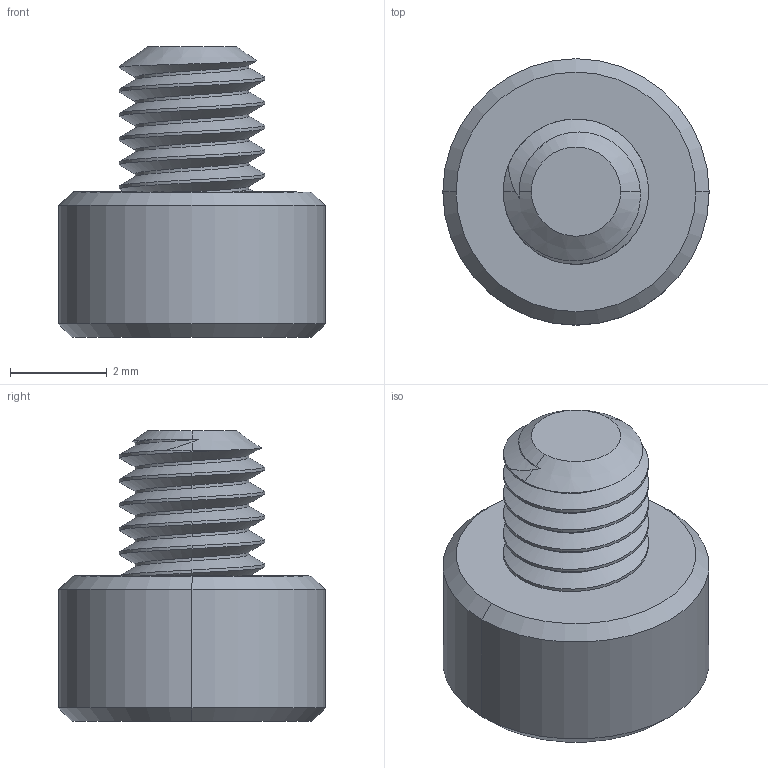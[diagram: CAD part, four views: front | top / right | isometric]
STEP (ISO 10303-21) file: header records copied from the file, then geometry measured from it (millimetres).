
FILE_DESCRIPTION (( 'STEP AP203' ), '1' );
FILE_NAME ('M3 x 0.5mm Thread 3mm LONG SOCKET HEAD CAP SCREW.STEP', '2017-05-07T01:30:18', ( '' ), ( '' ), 'SwSTEP 2.0', 'SolidWorks 2014', '' );
FILE_SCHEMA (( 'CONFIG_CONTROL_DESIGN' ));
Length unit declared in the file: millimetre
Products named in the file (1): M3 x 0.5mm Thread 3mm LONG SOCKET HEAD CAP SCREW
Bounding box: 5.5 x 5.5 x 6 mm (x, y, z)
Volume: 76.3 mm3; surface area: 149.7 mm2
Topology: 1 solids, 1 shells, 53 faces, 129 edges, 80 vertices
Faces by surface type: cylinder 27, cone 14, plane 10, bspline 2
Entity records: 2320 total; most frequent: CARTESIAN_POINT 1162, ORIENTED_EDGE 258, DIRECTION 195, EDGE_CURVE 129, VERTEX_POINT 80, AXIS2_PLACEMENT_3D 75, EDGE_LOOP 55, ADVANCED_FACE 53
